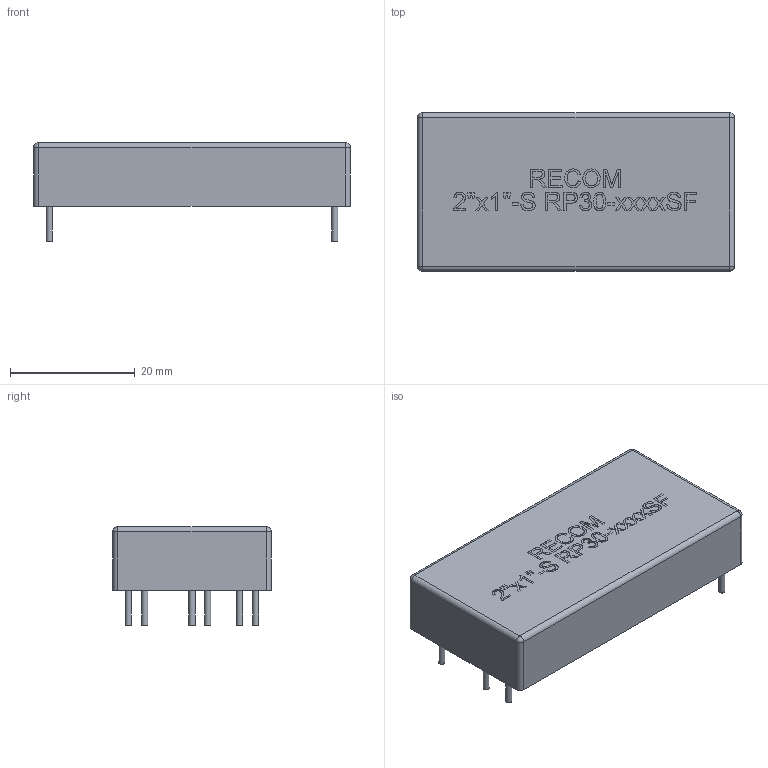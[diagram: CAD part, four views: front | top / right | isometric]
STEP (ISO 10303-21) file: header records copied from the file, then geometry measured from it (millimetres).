
FILE_DESCRIPTION( ( 'Unknown' ), '1' );
FILE_NAME( '2zx1z-S_RP30-SF.stp', 'Unknown', ( 'Unknown' ), ( 'Unknown' ), 'XStep 1.0', 'Unknown', ' ' );
FILE_SCHEMA( ( 'automotive_design' ) );
Length unit declared in the file: millimetre
Products named in the file (1): 1
Bounding box: 50.8 x 25.4 x 15.8 mm (x, y, z)
Volume: 13160.5 mm3; surface area: 4179.1 mm2
Topology: 1 solids, 1 shells, 247 faces, 619 edges, 406 vertices
Faces by surface type: plane 184, extrusion 45, cylinder 14, sphere 4
Full cylindrical faces by diameter (mm): 1 x6
Entity records: 11218 total; most frequent: CARTESIAN_POINT 4082, ORIENTED_EDGE 1210, DIRECTION 710, EDGE_CURVE 605, B_SPLINE_CURVE_WITH_KNOTS 419, VERTEX_POINT 406, EDGE_LOOP 293, FACE_OUTER_BOUND 257
